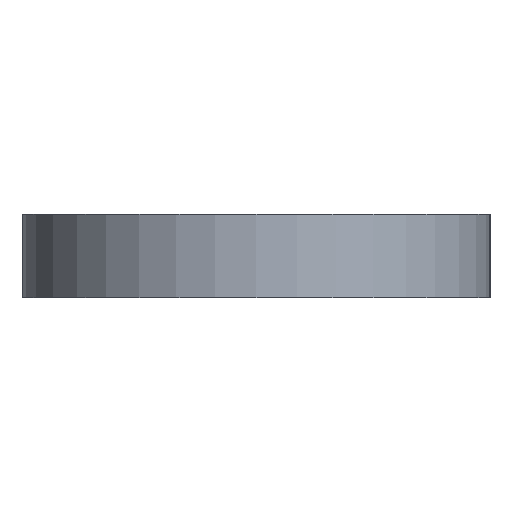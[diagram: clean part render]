
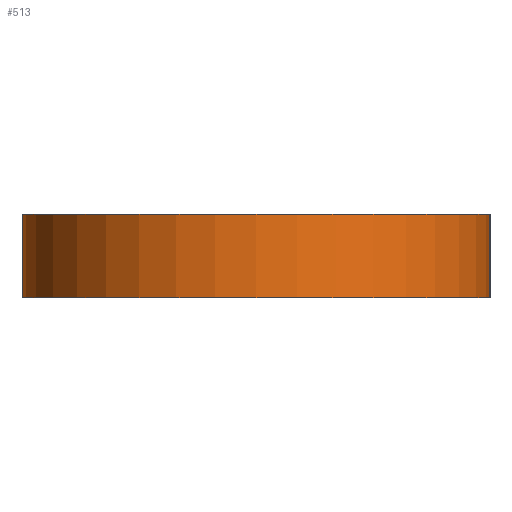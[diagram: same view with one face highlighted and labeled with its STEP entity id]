
A CAD part, left-side view. The second image highlights one B-rep face of the part: STEP entity #513.
In plain terms, the highlighted cylindrical face has radius 4.5 mm (diameter 9 mm), a partial arc.
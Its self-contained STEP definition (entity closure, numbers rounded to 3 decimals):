
#43=FACE_OUTER_BOUND('',#71,.T.);
#71=EDGE_LOOP('',(#365,#366,#367,#368));
#110=LINE('',#807,#154);
#112=LINE('',#813,#156);
#154=VECTOR('',#646,10.);
#156=VECTOR('',#652,10.);
#201=CIRCLE('',#570,4.5);
#202=CIRCLE('',#571,4.5);
#233=VERTEX_POINT('',#804);
#234=VERTEX_POINT('',#806);
#235=VERTEX_POINT('',#810);
#236=VERTEX_POINT('',#812);
#286=EDGE_CURVE('',#234,#233,#110,.T.);
#288=EDGE_CURVE('',#233,#235,#201,.T.);
#289=EDGE_CURVE('',#236,#235,#112,.T.);
#290=EDGE_CURVE('',#234,#236,#202,.T.);
#365=ORIENTED_EDGE('',*,*,#288,.T.);
#366=ORIENTED_EDGE('',*,*,#289,.F.);
#367=ORIENTED_EDGE('',*,*,#290,.F.);
#368=ORIENTED_EDGE('',*,*,#286,.T.);
#498=CYLINDRICAL_SURFACE('',#569,4.5);
#513=ADVANCED_FACE('',(#43),#498,.T.);
#569=AXIS2_PLACEMENT_3D('',#809,#648,#649);
#570=AXIS2_PLACEMENT_3D('',#811,#650,#651);
#571=AXIS2_PLACEMENT_3D('',#814,#653,#654);
#646=DIRECTION('',(0.,0.,-1.));
#648=DIRECTION('center_axis',(0.,0.,-1.));
#649=DIRECTION('ref_axis',(0.,1.,0.));
#650=DIRECTION('center_axis',(0.,0.,1.));
#651=DIRECTION('ref_axis',(0.,1.,0.));
#652=DIRECTION('',(0.,0.,-1.));
#653=DIRECTION('center_axis',(0.,0.,1.));
#654=DIRECTION('ref_axis',(0.,1.,0.));
#804=CARTESIAN_POINT('',(-63.649,-38.426,1.8));
#806=CARTESIAN_POINT('',(-63.649,-38.426,3.4));
#807=CARTESIAN_POINT('',(-63.649,-38.426,3.4));
#809=CARTESIAN_POINT('Origin',(-63.649,-42.926,3.4));
#810=CARTESIAN_POINT('',(-63.649,-47.426,1.8));
#811=CARTESIAN_POINT('Origin',(-63.649,-42.926,1.8));
#812=CARTESIAN_POINT('',(-63.649,-47.426,3.4));
#813=CARTESIAN_POINT('',(-63.649,-47.426,3.4));
#814=CARTESIAN_POINT('Origin',(-63.649,-42.926,3.4));
